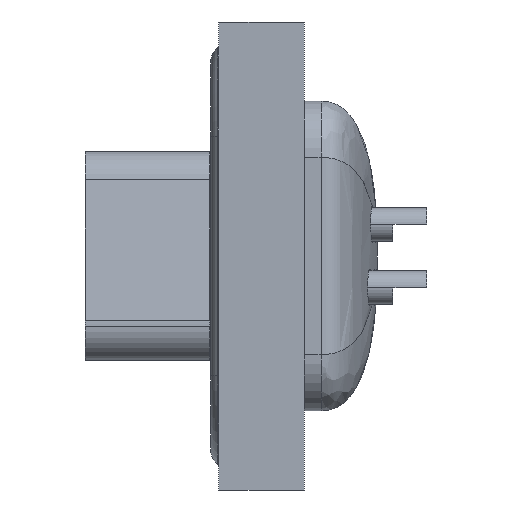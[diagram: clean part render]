
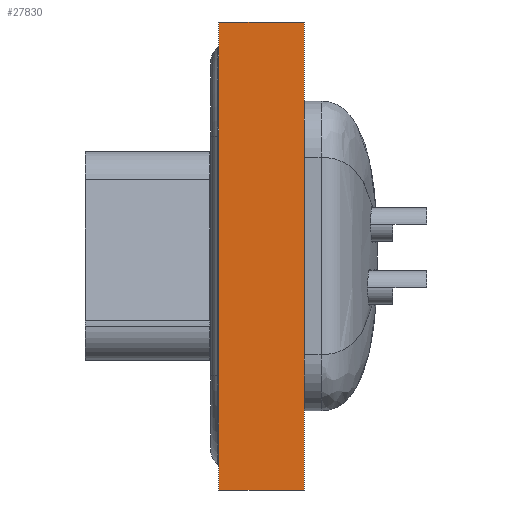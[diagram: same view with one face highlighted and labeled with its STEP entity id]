
A CAD part, left-side view. The second image highlights one B-rep face of the part: STEP entity #27830.
In plain terms, the highlighted planar face has unit normal (-1, 0, 0).
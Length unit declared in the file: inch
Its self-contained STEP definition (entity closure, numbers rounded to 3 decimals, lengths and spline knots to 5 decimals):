
#23295 = CARTESIAN_POINT ( 'NONE',  ( -0.9405, -0.07579, -0.41535 ) ) ;
#23296 = DIRECTION ( 'NONE',  ( 0., 0., 1. ) ) ;
#23297 = VECTOR ( 'NONE', #23296, 39.37008 ) ;
#23298 = CARTESIAN_POINT ( 'NONE',  ( -0.9405, -0.07579, -0.41535 ) ) ;
#23299 = LINE ( 'NONE', #23298, #23297 ) ;
#23300 = CARTESIAN_POINT ( 'NONE',  ( -0.9405, -0.07579, 0.41535 ) ) ;
#23315 = DIRECTION ( 'NONE',  ( 0., -1., 0. ) ) ;
#23316 = VECTOR ( 'NONE', #23315, 39.37008 ) ;
#23317 = CARTESIAN_POINT ( 'NONE',  ( -0.9405, 0.07579, 0.41535 ) ) ;
#23318 = LINE ( 'NONE', #23317, #23316 ) ;
#23320 = DIRECTION ( 'NONE',  ( 0., -1., 0. ) ) ;
#23321 = VECTOR ( 'NONE', #23320, 39.37008 ) ;
#23322 = CARTESIAN_POINT ( 'NONE',  ( -0.9405, 0.07579, -0.41535 ) ) ;
#23323 = LINE ( 'NONE', #23322, #23321 ) ;
#23723 = CARTESIAN_POINT ( 'NONE',  ( -0.9405, 0.07579, 0.41535 ) ) ;
#23734 = CARTESIAN_POINT ( 'NONE',  ( -0.9405, 0.07579, -0.41535 ) ) ;
#23735 = DIRECTION ( 'NONE',  ( 0., 0., -1. ) ) ;
#23736 = DIRECTION ( 'NONE',  ( 1., 0., 0. ) ) ;
#23737 = CARTESIAN_POINT ( 'NONE',  ( -0.9405, 0.07579, -0.41535 ) ) ;
#23738 = AXIS2_PLACEMENT_3D ( 'NONE', #23737, #23736, #23735 ) ;
#23739 = PLANE ( 'NONE',  #23738 ) ;
#23740 = FACE_OUTER_BOUND ( 'NONE', #27499, .T. ) ;
#23747 = DIRECTION ( 'NONE',  ( 0., 0., 1. ) ) ;
#23748 = VECTOR ( 'NONE', #23747, 39.37008 ) ;
#23749 = CARTESIAN_POINT ( 'NONE',  ( -0.9405, 0.07579, -0.41535 ) ) ;
#23750 = LINE ( 'NONE', #23749, #23748 ) ;
#27489 = ORIENTED_EDGE ( 'NONE', *, *, #27514, .T. ) ;
#27499 = EDGE_LOOP ( 'NONE', ( #27489, #27803, #27518, #27505 ) ) ;
#27505 = ORIENTED_EDGE ( 'NONE', *, *, #27523, .T. ) ;
#27513 = VERTEX_POINT ( 'NONE', #23300 ) ;
#27514 = EDGE_CURVE ( 'NONE', #27516, #27513, #23299, .T. ) ;
#27516 = VERTEX_POINT ( 'NONE', #23295 ) ;
#27518 = ORIENTED_EDGE ( 'NONE', *, *, #27825, .F. ) ;
#27523 = EDGE_CURVE ( 'NONE', #27831, #27516, #23323, .T. ) ;
#27524 = EDGE_CURVE ( 'NONE', #27796, #27513, #23318, .T. ) ;
#27796 = VERTEX_POINT ( 'NONE', #23723 ) ;
#27803 = ORIENTED_EDGE ( 'NONE', *, *, #27524, .F. ) ;
#27825 = EDGE_CURVE ( 'NONE', #27831, #27796, #23750, .T. ) ;
#27830 = ADVANCED_FACE ( 'NONE', ( #23740 ), #23739, .F. ) ;
#27831 = VERTEX_POINT ( 'NONE', #23734 ) ;
